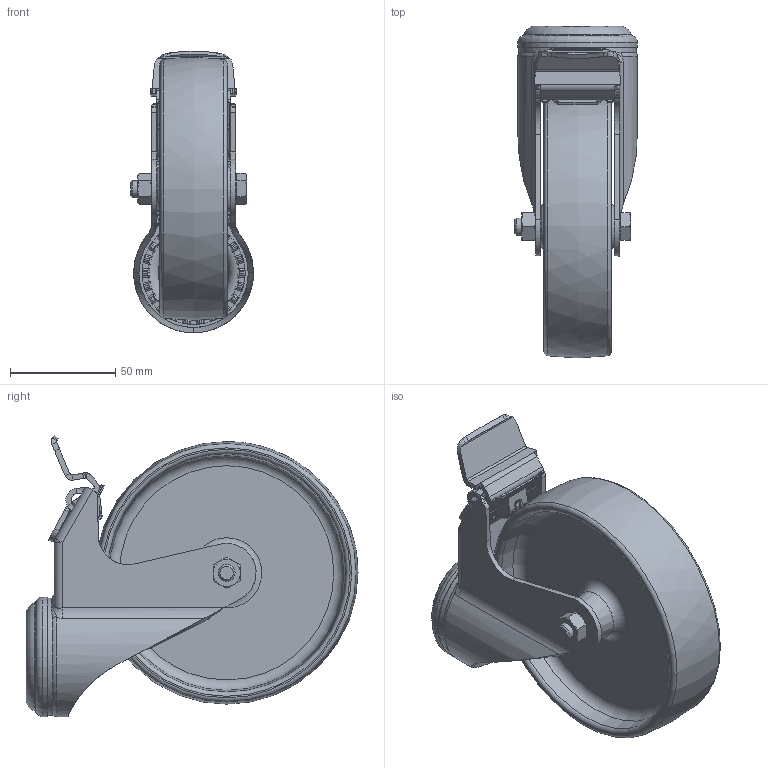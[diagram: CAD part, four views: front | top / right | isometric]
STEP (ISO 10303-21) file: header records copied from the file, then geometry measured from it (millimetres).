
FILE_DESCRIPTION(/* description */ ('Lenkrolle D125 mit Feststeller, PA verstärkt'),/* implementation_level */ '2;1');
FILE_NAME(/* name */ 'Syskomp 412515367 Lenkrolle D125 mit Feststeller PA verstärkt.stp',/* time_stamp */ '2014-04-22T10:36:24+02:00',/* author */ ('mstrom'),/* organization */ (''),/* preprocessor_version */ 'ST-DEVELOPER v15.2',/* originating_system */ 'Autodesk Inventor 2014',/* authorisation */ '');
FILE_SCHEMA (('AUTOMOTIVE_DESIGN { 1 0 10303 214 3 1 1 }'));
Products named in the file (1): 412515367 Lenkrolle D125 mit Feststeller PA verstä
rkt
Bounding box: 58.5 x 158 x 134 mm (x, y, z)
Volume: 220543.9 mm3; surface area: 87621.5 mm2
Topology: 3 solids, 3 shells, 1114 faces, 2896 edges, 1791 vertices
Faces by surface type: plane 370, cylinder 361, bspline 209, torus 126, cone 44, sphere 4
Full cylindrical faces by diameter (mm): 8 x3, 12 x1, 12.2 x1, 13 x2, 20.45 x1, 55.841 x1, 57 x1
Entity records: 46486 total; most frequent: CARTESIAN_POINT 19671, ORIENTED_EDGE 5662, DIRECTION 4988, EDGE_CURVE 2831, AXIS2_PLACEMENT_3D 1896, VERTEX_POINT 1778, LINE 1196, VECTOR 1196
